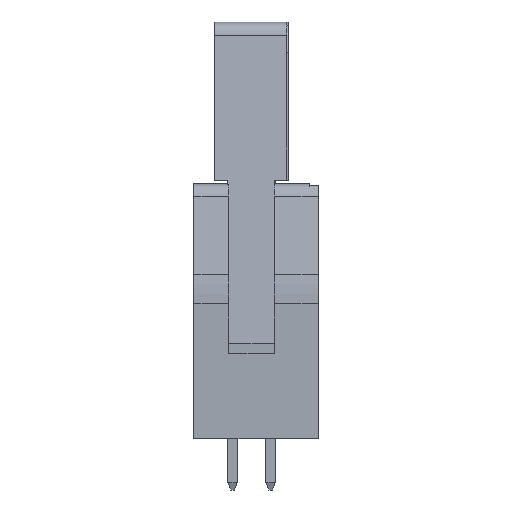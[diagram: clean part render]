
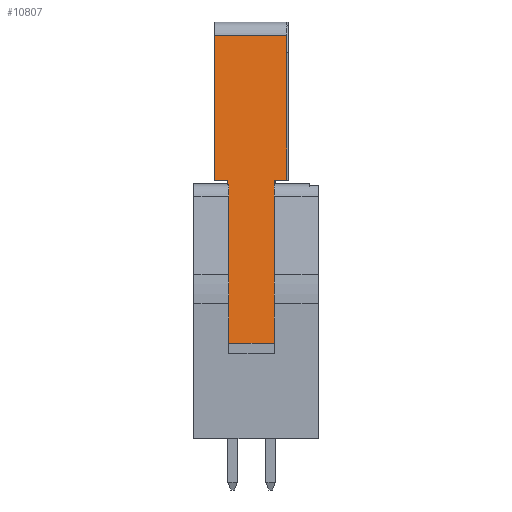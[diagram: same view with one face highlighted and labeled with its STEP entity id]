
A CAD part, front view. The second image highlights one B-rep face of the part: STEP entity #10807.
In plain terms, the highlighted face is planar.
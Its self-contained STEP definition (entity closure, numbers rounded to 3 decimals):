
#1184=ORIENTED_EDGE('',*,*,#2535,.F.);
#1185=ORIENTED_EDGE('',*,*,#2969,.T.);
#1186=ORIENTED_EDGE('',*,*,#2973,.F.);
#1187=ORIENTED_EDGE('',*,*,#2974,.T.);
#1188=ORIENTED_EDGE('',*,*,#2975,.F.);
#1189=ORIENTED_EDGE('',*,*,#2976,.F.);
#1190=ORIENTED_EDGE('',*,*,#2977,.T.);
#1191=ORIENTED_EDGE('',*,*,#2978,.F.);
#1192=ORIENTED_EDGE('',*,*,#2979,.F.);
#1193=ORIENTED_EDGE('',*,*,#2438,.T.);
#2438=EDGE_CURVE('',#3555,#3556,#4261,.T.);
#2535=EDGE_CURVE('',#3633,#3556,#4349,.T.);
#2969=EDGE_CURVE('',#3633,#3911,#4742,.T.);
#2973=EDGE_CURVE('',#3914,#3911,#4746,.T.);
#2974=EDGE_CURVE('',#3914,#3915,#4747,.T.);
#2975=EDGE_CURVE('',#3916,#3915,#4748,.T.);
#2976=EDGE_CURVE('',#3917,#3916,#4749,.T.);
#2977=EDGE_CURVE('',#3917,#3918,#4750,.T.);
#2978=EDGE_CURVE('',#3919,#3918,#4751,.T.);
#2979=EDGE_CURVE('',#3555,#3919,#4752,.T.);
#3555=VERTEX_POINT('',#13810);
#3556=VERTEX_POINT('',#13811);
#3633=VERTEX_POINT('',#14012);
#3911=VERTEX_POINT('',#14843);
#3914=VERTEX_POINT('',#14853);
#3915=VERTEX_POINT('',#14855);
#3916=VERTEX_POINT('',#14857);
#3917=VERTEX_POINT('',#14859);
#3918=VERTEX_POINT('',#14861);
#3919=VERTEX_POINT('',#14863);
#4261=LINE('',#13809,#5292);
#4349=LINE('',#14013,#5380);
#4742=LINE('',#14844,#5773);
#4746=LINE('',#14852,#5777);
#4747=LINE('',#14854,#5778);
#4748=LINE('',#14856,#5779);
#4749=LINE('',#14858,#5780);
#4750=LINE('',#14860,#5781);
#4751=LINE('',#14862,#5782);
#4752=LINE('',#14864,#5783);
#5292=VECTOR('',#11697,1000.);
#5380=VECTOR('',#11859,1000.);
#5773=VECTOR('',#12572,1000.);
#5777=VECTOR('',#12580,1000.);
#5778=VECTOR('',#12581,1000.);
#5779=VECTOR('',#12582,1000.);
#5780=VECTOR('',#12583,1000.);
#5781=VECTOR('',#12584,1000.);
#5782=VECTOR('',#12585,1000.);
#5783=VECTOR('',#12586,1000.);
#6457=EDGE_LOOP('',(#1184,#1185,#1186,#1187,#1188,#1189,#1190,#1191,#1192,
#1193));
#6938=FACE_BOUND('',#6457,.T.);
#7373=PLANE('',#11299);
#10807=ADVANCED_FACE('',(#6938),#7373,.T.);
#11299=AXIS2_PLACEMENT_3D('',#14851,#12578,#12579);
#11697=DIRECTION('',(0.,1.,0.));
#11859=DIRECTION('',(-0.117,0.,0.993));
#12572=DIRECTION('',(0.,1.,0.));
#12578=DIRECTION('',(0.993,0.,0.117));
#12579=DIRECTION('',(0.117,0.,-0.993));
#12580=DIRECTION('',(0.117,0.,-0.993));
#12581=DIRECTION('',(0.,1.,0.));
#12582=DIRECTION('',(0.117,0.,-0.993));
#12583=DIRECTION('',(0.,1.,0.));
#12584=DIRECTION('',(0.117,0.,-0.993));
#12585=DIRECTION('',(0.,-1.,0.));
#12586=DIRECTION('',(-0.117,0.,0.993));
#13809=CARTESIAN_POINT('',(14.199,-4.15,11.948));
#13810=CARTESIAN_POINT('',(14.199,-1.925,11.948));
#13811=CARTESIAN_POINT('',(14.199,-1.825,11.948));
#14012=CARTESIAN_POINT('',(15.45,-1.825,1.366));
#14013=CARTESIAN_POINT('',(15.506,-1.825,0.892));
#14843=CARTESIAN_POINT('',(15.45,1.215,1.366));
#14844=CARTESIAN_POINT('',(15.45,-2.755,1.366));
#14851=CARTESIAN_POINT('',(12.8,-2.755,23.785));
#14852=CARTESIAN_POINT('',(14.164,1.215,12.249));
#14853=CARTESIAN_POINT('',(14.164,1.215,12.249));
#14854=CARTESIAN_POINT('',(14.164,1.215,12.249));
#14855=CARTESIAN_POINT('',(14.164,2.045,12.249));
#14856=CARTESIAN_POINT('',(12.8,2.045,23.785));
#14857=CARTESIAN_POINT('',(13.021,2.045,21.913));
#14858=CARTESIAN_POINT('',(13.021,-2.755,21.913));
#14859=CARTESIAN_POINT('',(13.021,-2.755,21.913));
#14860=CARTESIAN_POINT('',(12.8,-2.755,23.785));
#14861=CARTESIAN_POINT('',(14.164,-2.755,12.249));
#14862=CARTESIAN_POINT('',(14.164,-1.925,12.249));
#14863=CARTESIAN_POINT('',(14.164,-1.925,12.249));
#14864=CARTESIAN_POINT('',(14.164,-1.925,12.249));
